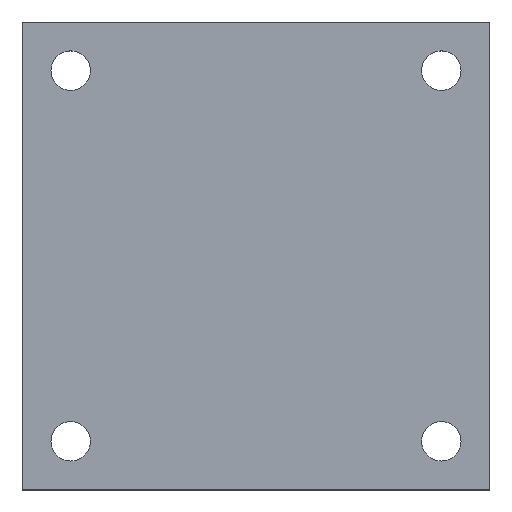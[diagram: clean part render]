
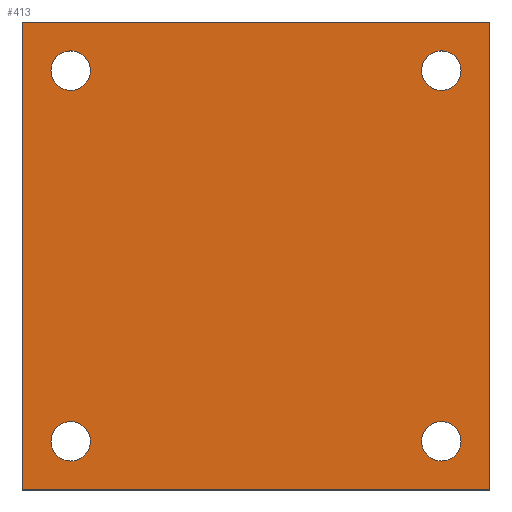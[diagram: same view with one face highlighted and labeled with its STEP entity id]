
A CAD part, top view. The second image highlights one B-rep face of the part: STEP entity #413.
In plain terms, the highlighted planar face has unit normal (0, 0, 1).
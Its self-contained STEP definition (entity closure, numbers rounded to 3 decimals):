
#7 = CIRCLE ( 'NONE', #228, 6.5 ) ;
#10 = DIRECTION ( 'NONE',  ( 1., 0., 0. ) ) ;
#18 = VERTEX_POINT ( 'NONE', #269 ) ;
#21 = EDGE_CURVE ( 'NONE', #242, #435, #7, .T. ) ;
#25 = CARTESIAN_POINT ( 'NONE',  ( 61., -61., 10. ) ) ;
#33 = EDGE_LOOP ( 'NONE', ( #261, #382, #188, #364 ) ) ;
#36 = VECTOR ( 'NONE', #10, 1000. ) ;
#42 = DIRECTION ( 'NONE',  ( 1., 0., 0. ) ) ;
#50 = CARTESIAN_POINT ( 'NONE',  ( -77., -77., 10. ) ) ;
#61 = PLANE ( 'NONE',  #447 ) ;
#70 = DIRECTION ( 'NONE',  ( -1., 0., 0. ) ) ;
#74 = FACE_BOUND ( 'NONE', #118, .T. ) ;
#77 = VERTEX_POINT ( 'NONE', #89 ) ;
#80 = EDGE_CURVE ( 'NONE', #512, #532, #187, .T. ) ;
#88 = CARTESIAN_POINT ( 'NONE',  ( 77., -77., 10. ) ) ;
#89 = CARTESIAN_POINT ( 'NONE',  ( 67.5, -61., 10. ) ) ;
#90 = CARTESIAN_POINT ( 'NONE',  ( 61., 61., 10. ) ) ;
#93 = CARTESIAN_POINT ( 'NONE',  ( -77., -77., 10. ) ) ;
#94 = EDGE_LOOP ( 'NONE', ( #221, #493 ) ) ;
#98 = CARTESIAN_POINT ( 'NONE',  ( -77., 77., 10. ) ) ;
#100 = CARTESIAN_POINT ( 'NONE',  ( -77., -77., 10. ) ) ;
#105 = DIRECTION ( 'NONE',  ( -1., 0., 0. ) ) ;
#109 = LINE ( 'NONE', #50, #385 ) ;
#111 = CIRCLE ( 'NONE', #457, 6.5 ) ;
#118 = EDGE_LOOP ( 'NONE', ( #398, #194 ) ) ;
#120 = EDGE_CURVE ( 'NONE', #450, #283, #109, .T. ) ;
#125 = EDGE_CURVE ( 'NONE', #145, #18, #530, .T. ) ;
#127 = AXIS2_PLACEMENT_3D ( 'NONE', #213, #254, #42 ) ;
#128 = ORIENTED_EDGE ( 'NONE', *, *, #274, .F. ) ;
#133 = DIRECTION ( 'NONE',  ( 1., 0., 0. ) ) ;
#136 = CIRCLE ( 'NONE', #367, 6.5 ) ;
#139 = DIRECTION ( 'NONE',  ( 0., 0., 1. ) ) ;
#141 = CARTESIAN_POINT ( 'NONE',  ( -77., 77., 10. ) ) ;
#143 = CARTESIAN_POINT ( 'NONE',  ( 54.5, 61., 10. ) ) ;
#145 = VERTEX_POINT ( 'NONE', #445 ) ;
#146 = CARTESIAN_POINT ( 'NONE',  ( -61., -61., 10. ) ) ;
#168 = DIRECTION ( 'NONE',  ( 0., 0., 1. ) ) ;
#177 = DIRECTION ( 'NONE',  ( 0., 0., 1. ) ) ;
#178 = EDGE_CURVE ( 'NONE', #77, #378, #306, .T. ) ;
#181 = EDGE_LOOP ( 'NONE', ( #332, #256 ) ) ;
#183 = FACE_BOUND ( 'NONE', #181, .T. ) ;
#184 = EDGE_CURVE ( 'NONE', #435, #242, #223, .T. ) ;
#186 = CARTESIAN_POINT ( 'NONE',  ( 0., 0., 10. ) ) ;
#187 = CIRCLE ( 'NONE', #127, 6.5 ) ;
#188 = ORIENTED_EDGE ( 'NONE', *, *, #125, .T. ) ;
#189 = AXIS2_PLACEMENT_3D ( 'NONE', #305, #177, #468 ) ;
#194 = ORIENTED_EDGE ( 'NONE', *, *, #178, .F. ) ;
#203 = EDGE_CURVE ( 'NONE', #283, #145, #427, .T. ) ;
#207 = VECTOR ( 'NONE', #209, 1000. ) ;
#209 = DIRECTION ( 'NONE',  ( 0., 1., 0. ) ) ;
#212 = DIRECTION ( 'NONE',  ( 0., 0., 1. ) ) ;
#213 = CARTESIAN_POINT ( 'NONE',  ( -61., 61., 10. ) ) ;
#217 = EDGE_CURVE ( 'NONE', #18, #450, #282, .T. ) ;
#221 = ORIENTED_EDGE ( 'NONE', *, *, #80, .F. ) ;
#222 = CARTESIAN_POINT ( 'NONE',  ( 67.5, 61., 10. ) ) ;
#223 = CIRCLE ( 'NONE', #452, 6.5 ) ;
#228 = AXIS2_PLACEMENT_3D ( 'NONE', #407, #319, #70 ) ;
#233 = VERTEX_POINT ( 'NONE', #297 ) ;
#242 = VERTEX_POINT ( 'NONE', #222 ) ;
#243 = EDGE_CURVE ( 'NONE', #532, #512, #260, .T. ) ;
#248 = CIRCLE ( 'NONE', #189, 6.5 ) ;
#254 = DIRECTION ( 'NONE',  ( 0., 0., 1. ) ) ;
#256 = ORIENTED_EDGE ( 'NONE', *, *, #21, .F. ) ;
#257 = FACE_OUTER_BOUND ( 'NONE', #33, .T. ) ;
#260 = CIRCLE ( 'NONE', #503, 6.5 ) ;
#261 = ORIENTED_EDGE ( 'NONE', *, *, #120, .T. ) ;
#262 = DIRECTION ( 'NONE',  ( -1., 0., 0. ) ) ;
#269 = CARTESIAN_POINT ( 'NONE',  ( 77., 77., 10. ) ) ;
#274 = EDGE_CURVE ( 'NONE', #495, #233, #248, .T. ) ;
#275 = DIRECTION ( 'NONE',  ( 0., 0., -1. ) ) ;
#282 = LINE ( 'NONE', #98, #322 ) ;
#283 = VERTEX_POINT ( 'NONE', #93 ) ;
#287 = EDGE_LOOP ( 'NONE', ( #128, #392 ) ) ;
#297 = CARTESIAN_POINT ( 'NONE',  ( -54.5, -61., 10. ) ) ;
#305 = CARTESIAN_POINT ( 'NONE',  ( -61., -61., 10. ) ) ;
#306 = CIRCLE ( 'NONE', #396, 6.5 ) ;
#310 = CARTESIAN_POINT ( 'NONE',  ( -67.5, -61., 10. ) ) ;
#312 = DIRECTION ( 'NONE',  ( 0., 0., 1. ) ) ;
#319 = DIRECTION ( 'NONE',  ( 0., 0., 1. ) ) ;
#322 = VECTOR ( 'NONE', #262, 1000. ) ;
#326 = FACE_BOUND ( 'NONE', #287, .T. ) ;
#332 = ORIENTED_EDGE ( 'NONE', *, *, #184, .F. ) ;
#352 = CARTESIAN_POINT ( 'NONE',  ( -54.5, 61., 10. ) ) ;
#358 = EDGE_CURVE ( 'NONE', #233, #495, #111, .T. ) ;
#364 = ORIENTED_EDGE ( 'NONE', *, *, #217, .T. ) ;
#367 = AXIS2_PLACEMENT_3D ( 'NONE', #25, #390, #389 ) ;
#368 = FACE_BOUND ( 'NONE', #94, .T. ) ;
#378 = VERTEX_POINT ( 'NONE', #473 ) ;
#382 = ORIENTED_EDGE ( 'NONE', *, *, #203, .T. ) ;
#385 = VECTOR ( 'NONE', #421, 1000. ) ;
#389 = DIRECTION ( 'NONE',  ( 1., 0., 0. ) ) ;
#390 = DIRECTION ( 'NONE',  ( 0., 0., 1. ) ) ;
#392 = ORIENTED_EDGE ( 'NONE', *, *, #358, .F. ) ;
#396 = AXIS2_PLACEMENT_3D ( 'NONE', #418, #212, #494 ) ;
#398 = ORIENTED_EDGE ( 'NONE', *, *, #417, .F. ) ;
#407 = CARTESIAN_POINT ( 'NONE',  ( 61., 61., 10. ) ) ;
#413 = ADVANCED_FACE ( 'NONE', ( #257, #368, #183, #326, #74 ), #61, .F. ) ;
#417 = EDGE_CURVE ( 'NONE', #378, #77, #136, .T. ) ;
#418 = CARTESIAN_POINT ( 'NONE',  ( 61., -61., 10. ) ) ;
#421 = DIRECTION ( 'NONE',  ( 0., -1., 0. ) ) ;
#427 = LINE ( 'NONE', #100, #36 ) ;
#435 = VERTEX_POINT ( 'NONE', #143 ) ;
#445 = CARTESIAN_POINT ( 'NONE',  ( 77., -77., 10. ) ) ;
#447 = AXIS2_PLACEMENT_3D ( 'NONE', #186, #275, #482 ) ;
#450 = VERTEX_POINT ( 'NONE', #141 ) ;
#452 = AXIS2_PLACEMENT_3D ( 'NONE', #90, #168, #460 ) ;
#457 = AXIS2_PLACEMENT_3D ( 'NONE', #146, #312, #105 ) ;
#460 = DIRECTION ( 'NONE',  ( -1., 0., 0. ) ) ;
#468 = DIRECTION ( 'NONE',  ( -1., 0., 0. ) ) ;
#473 = CARTESIAN_POINT ( 'NONE',  ( 54.5, -61., 10. ) ) ;
#475 = CARTESIAN_POINT ( 'NONE',  ( -67.5, 61., 10. ) ) ;
#482 = DIRECTION ( 'NONE',  ( -1., 0., 0. ) ) ;
#493 = ORIENTED_EDGE ( 'NONE', *, *, #243, .F. ) ;
#494 = DIRECTION ( 'NONE',  ( 1., 0., 0. ) ) ;
#495 = VERTEX_POINT ( 'NONE', #310 ) ;
#503 = AXIS2_PLACEMENT_3D ( 'NONE', #507, #139, #133 ) ;
#507 = CARTESIAN_POINT ( 'NONE',  ( -61., 61., 10. ) ) ;
#512 = VERTEX_POINT ( 'NONE', #475 ) ;
#530 = LINE ( 'NONE', #88, #207 ) ;
#532 = VERTEX_POINT ( 'NONE', #352 ) ;
